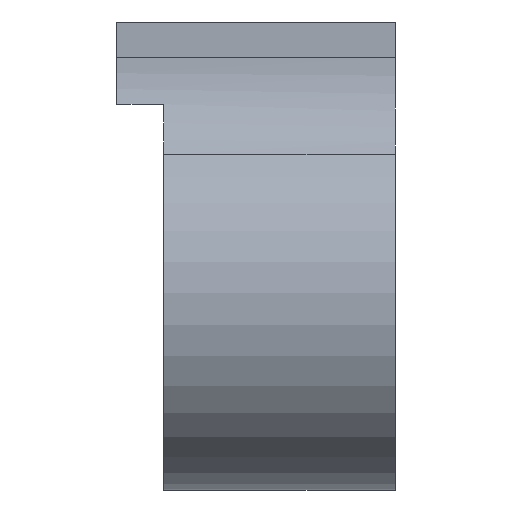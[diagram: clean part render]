
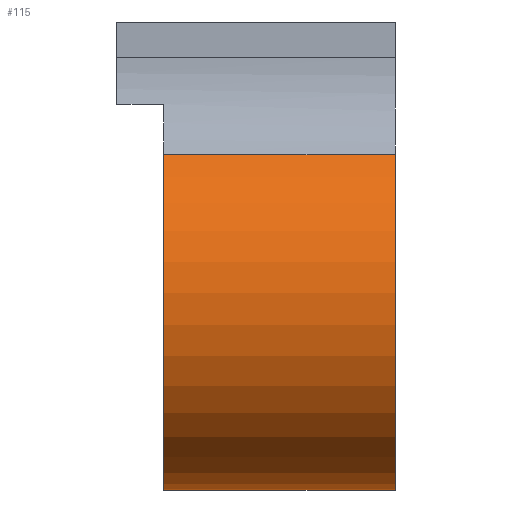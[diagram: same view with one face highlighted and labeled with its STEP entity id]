
A CAD part, front view. The second image highlights one B-rep face of the part: STEP entity #115.
In plain terms, the highlighted cylindrical face has radius 15 mm (diameter 30 mm), a partial arc.
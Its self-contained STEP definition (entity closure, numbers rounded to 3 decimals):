
#43=CARTESIAN_POINT('',(-282.293,-79.6,82.526));
#44=VERTEX_POINT('',#43);
#52=CARTESIAN_POINT('',(-263.993,-79.6,82.526));
#53=VERTEX_POINT('',#52);
#54=CARTESIAN_POINT('',(-282.293,-79.6,82.526));
#55=DIRECTION('',(1.,0.,0.));
#56=VECTOR('',#55,1.);
#57=LINE('',#54,#56);
#58=EDGE_CURVE('',#44,#53,#57,.T.);
#83=ORIENTED_EDGE('',*,*,#58,.F.);
#84=CARTESIAN_POINT('',(-282.293,-59.927,59.885));
#85=VERTEX_POINT('',#84);
#86=CARTESIAN_POINT('',(-282.293,-70.,71.));
#87=DIRECTION('',(1.,0.,0.));
#88=DIRECTION('',(0.,-1.,0.));
#89=AXIS2_PLACEMENT_3D('',#86,#87,#88);
#90=CIRCLE('',#89,15.);
#91=EDGE_CURVE('',#44,#85,#90,.T.);
#92=ORIENTED_EDGE('',*,*,#91,.T.);
#93=CARTESIAN_POINT('',(-263.993,-59.927,59.885));
#94=VERTEX_POINT('',#93);
#95=CARTESIAN_POINT('',(0.,-59.927,59.885));
#96=DIRECTION('',(1.,0.,0.));
#97=VECTOR('',#96,1.);
#98=LINE('',#95,#97);
#99=EDGE_CURVE('',#85,#94,#98,.T.);
#100=ORIENTED_EDGE('',*,*,#99,.T.);
#101=CARTESIAN_POINT('',(-263.993,-70.,71.));
#102=DIRECTION('',(1.,0.,0.));
#103=DIRECTION('',(0.,-1.,0.));
#104=AXIS2_PLACEMENT_3D('',#101,#102,#103);
#105=CIRCLE('',#104,15.);
#106=EDGE_CURVE('',#53,#94,#105,.T.);
#107=ORIENTED_EDGE('',*,*,#106,.F.);
#108=EDGE_LOOP('',(#83,#92,#100,#107));
#109=FACE_OUTER_BOUND('',#108,.T.);
#110=CARTESIAN_POINT('',(-282.293,-70.,71.));
#111=DIRECTION('',(1.,0.,0.));
#112=DIRECTION('',(0.,0.755,0.656));
#113=AXIS2_PLACEMENT_3D('',#110,#111,#112);
#114=CYLINDRICAL_SURFACE('',#113,15.);
#115=ADVANCED_FACE('',(#109),#114,.T.);
